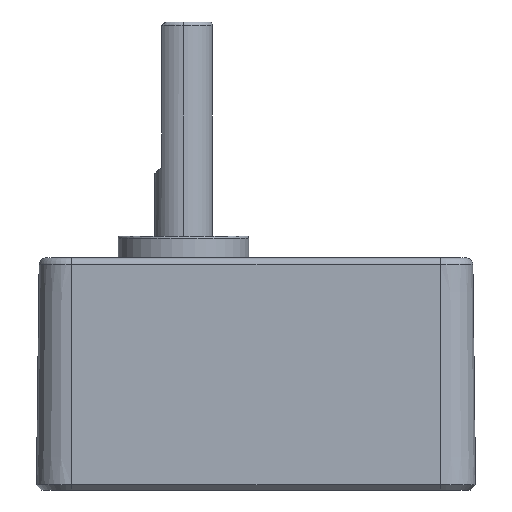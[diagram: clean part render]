
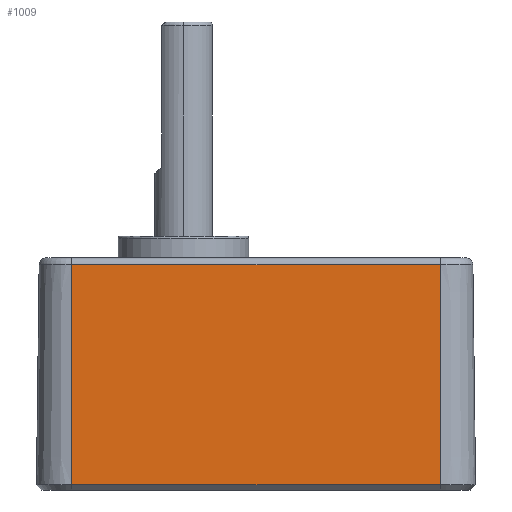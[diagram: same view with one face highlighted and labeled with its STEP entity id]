
A CAD part, left-side view. The second image highlights one B-rep face of the part: STEP entity #1009.
In plain terms, the highlighted face is planar.
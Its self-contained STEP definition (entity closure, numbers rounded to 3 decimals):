
#965 = VERTEX_POINT ( 'NONE', #5898 ) ;
#983 = VERTEX_POINT ( 'NONE', #5880 ) ;
#984 = EDGE_LOOP ( 'NONE', ( #988, #1010, #992, #1000 ) ) ;
#985 = EDGE_CURVE ( 'NONE', #990, #983, #5930, .T. ) ;
#988 = ORIENTED_EDGE ( 'NONE', *, *, #985, .T. ) ;
#990 = VERTEX_POINT ( 'NONE', #5931 ) ;
#992 = ORIENTED_EDGE ( 'NONE', *, *, #1005, .F. ) ;
#1000 = ORIENTED_EDGE ( 'NONE', *, *, #1001, .T. ) ;
#1001 = EDGE_CURVE ( 'NONE', #965, #990, #5963, .T. ) ;
#1005 = EDGE_CURVE ( 'NONE', #965, #1007, #5947, .T. ) ;
#1007 = VERTEX_POINT ( 'NONE', #5960 ) ;
#1009 = ADVANCED_FACE ( 'NONE', ( #5964 ), #5933, .T. ) ;
#1010 = ORIENTED_EDGE ( 'NONE', *, *, #1014, .T. ) ;
#1014 = EDGE_CURVE ( 'NONE', #983, #1007, #5902, .T. ) ;
#5880 = CARTESIAN_POINT ( 'NONE',  ( 30.262, 11.292, 25.4 ) ) ;
#5898 = CARTESIAN_POINT ( 'NONE',  ( 29.892, 41.612, -25.4 ) ) ;
#5902 = LINE ( 'NONE', #5993, #5987 ) ;
#5923 = VECTOR ( 'NONE', #5925, 1000. ) ;
#5925 = DIRECTION ( 'NONE',  ( 0.012, -1., 0. ) ) ;
#5926 = CARTESIAN_POINT ( 'NONE',  ( 30.4, 0., 25.4 ) ) ;
#5930 = LINE ( 'NONE', #5926, #5923 ) ;
#5931 = CARTESIAN_POINT ( 'NONE',  ( 29.892, 41.612, 25.4 ) ) ;
#5933 = PLANE ( 'NONE',  #5935 ) ;
#5935 = AXIS2_PLACEMENT_3D ( 'NONE', #5950, #5948, #5992 ) ;
#5940 = DIRECTION ( 'NONE',  ( 0.012, -1., 0. ) ) ;
#5941 = VECTOR ( 'NONE', #5940, 1000. ) ;
#5942 = CARTESIAN_POINT ( 'NONE',  ( 30.4, 0., -25.4 ) ) ;
#5947 = LINE ( 'NONE', #5942, #5941 ) ;
#5948 = DIRECTION ( 'NONE',  ( 1., 0.012, 0. ) ) ;
#5950 = CARTESIAN_POINT ( 'NONE',  ( 30.4, 0., -25.4 ) ) ;
#5956 = DIRECTION ( 'NONE',  ( 0., 0., 1. ) ) ;
#5957 = VECTOR ( 'NONE', #5956, 1000. ) ;
#5958 = CARTESIAN_POINT ( 'NONE',  ( 29.892, 41.612, 25.4 ) ) ;
#5960 = CARTESIAN_POINT ( 'NONE',  ( 30.262, 11.292, -25.4 ) ) ;
#5963 = LINE ( 'NONE', #5958, #5957 ) ;
#5964 = FACE_OUTER_BOUND ( 'NONE', #984, .T. ) ;
#5986 = DIRECTION ( 'NONE',  ( 0., 0., -1. ) ) ;
#5987 = VECTOR ( 'NONE', #5986, 1000. ) ;
#5992 = DIRECTION ( 'NONE',  ( -0.012, 1., 0. ) ) ;
#5993 = CARTESIAN_POINT ( 'NONE',  ( 30.262, 11.292, -25.4 ) ) ;
